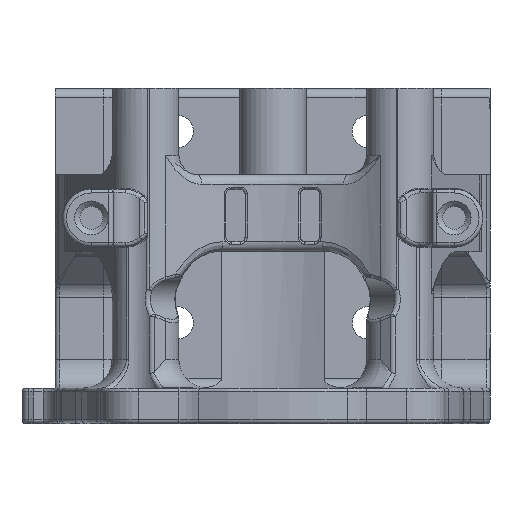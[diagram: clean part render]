
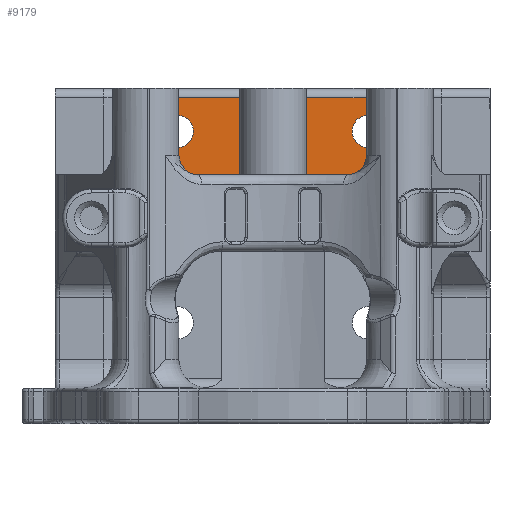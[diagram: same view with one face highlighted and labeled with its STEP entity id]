
A CAD part, front view. The second image highlights one B-rep face of the part: STEP entity #9179.
In plain terms, the highlighted planar face has unit normal (0, -1, 0).
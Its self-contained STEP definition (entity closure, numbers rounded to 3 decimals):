
#318=FACE_BOUND('',#1803,.T.);
#319=FACE_BOUND('',#1804,.T.);
#1190=FACE_OUTER_BOUND('',#1802,.T.);
#1802=EDGE_LOOP('',(#7770,#7771,#7772,#7773,#7774,#7775,#7776,#7777));
#1803=EDGE_LOOP('',(#7778));
#1804=EDGE_LOOP('',(#7779));
#2068=LINE('',#13526,#2549);
#2370=LINE('',#19128,#2851);
#2372=LINE('',#19139,#2853);
#2373=LINE('',#19142,#2854);
#2374=LINE('',#19144,#2855);
#2375=LINE('',#19147,#2856);
#2549=VECTOR('',#10664,10.);
#2851=VECTOR('',#12458,10.);
#2853=VECTOR('',#12474,10.);
#2854=VECTOR('',#12479,10.);
#2855=VECTOR('',#12480,10.);
#2856=VECTOR('',#12483,10.);
#3498=CIRCLE('',#10189,2.9);
#3505=CIRCLE('',#10201,2.9);
#3506=CIRCLE('',#10202,1.7);
#3507=CIRCLE('',#10203,1.7);
#3698=VERTEX_POINT('',#13523);
#3699=VERTEX_POINT('',#13525);
#4341=VERTEX_POINT('',#19105);
#4342=VERTEX_POINT('',#19114);
#4343=VERTEX_POINT('',#19125);
#4346=VERTEX_POINT('',#19138);
#4347=VERTEX_POINT('',#19143);
#4348=VERTEX_POINT('',#19145);
#4349=VERTEX_POINT('',#19148);
#4350=VERTEX_POINT('',#19150);
#4557=EDGE_CURVE('',#3698,#3699,#2068,.T.);
#5555=EDGE_CURVE('',#4341,#4342,#3498,.T.);
#5558=EDGE_CURVE('',#4341,#4343,#2370,.T.);
#5564=EDGE_CURVE('',#4346,#4343,#2372,.T.);
#5566=EDGE_CURVE('',#4342,#3698,#2373,.T.);
#5567=EDGE_CURVE('',#4347,#4346,#2374,.T.);
#5568=EDGE_CURVE('',#4347,#4348,#3505,.T.);
#5569=EDGE_CURVE('',#4348,#3699,#2375,.T.);
#5570=EDGE_CURVE('',#4349,#4349,#3506,.T.);
#5571=EDGE_CURVE('',#4350,#4350,#3507,.F.);
#7770=ORIENTED_EDGE('',*,*,#4557,.F.);
#7771=ORIENTED_EDGE('',*,*,#5566,.F.);
#7772=ORIENTED_EDGE('',*,*,#5555,.F.);
#7773=ORIENTED_EDGE('',*,*,#5558,.T.);
#7774=ORIENTED_EDGE('',*,*,#5564,.F.);
#7775=ORIENTED_EDGE('',*,*,#5567,.F.);
#7776=ORIENTED_EDGE('',*,*,#5568,.T.);
#7777=ORIENTED_EDGE('',*,*,#5569,.T.);
#7778=ORIENTED_EDGE('',*,*,#5570,.T.);
#7779=ORIENTED_EDGE('',*,*,#5571,.F.);
#8788=PLANE('',#10200);
#9179=ADVANCED_FACE('',(#1190,#318,#319),#8788,.T.);
#10189=AXIS2_PLACEMENT_3D('',#19115,#12452,#12453);
#10200=AXIS2_PLACEMENT_3D('',#19141,#12477,#12478);
#10201=AXIS2_PLACEMENT_3D('',#19146,#12481,#12482);
#10202=AXIS2_PLACEMENT_3D('',#19149,#12484,#12485);
#10203=AXIS2_PLACEMENT_3D('',#19151,#12486,#12487);
#10664=DIRECTION('',(-1.,0.,0.));
#12452=DIRECTION('center_axis',(0.,1.,0.));
#12453=DIRECTION('ref_axis',(-1.,0.,0.));
#12458=DIRECTION('',(0.,0.,1.));
#12474=DIRECTION('',(1.,0.,0.));
#12477=DIRECTION('center_axis',(0.,-1.,0.));
#12478=DIRECTION('ref_axis',(1.,0.,0.));
#12479=DIRECTION('',(0.,0.,-1.));
#12480=DIRECTION('',(0.,0.,1.));
#12481=DIRECTION('center_axis',(0.,-1.,0.));
#12482=DIRECTION('ref_axis',(1.,0.,0.));
#12483=DIRECTION('',(0.,0.,-1.));
#12484=DIRECTION('center_axis',(0.,1.,0.));
#12485=DIRECTION('ref_axis',(1.,0.,0.));
#12486=DIRECTION('center_axis',(0.,1.,0.));
#12487=DIRECTION('ref_axis',(-1.,0.,0.));
#13523=CARTESIAN_POINT('',(56.544,125.672,79.117));
#13525=CARTESIAN_POINT('',(33.066,125.672,79.117));
#13526=CARTESIAN_POINT('',(52.602,125.672,79.117));
#19105=CARTESIAN_POINT('',(56.544,125.672,85.972));
#19114=CARTESIAN_POINT('',(56.544,125.672,81.331));
#19115=CARTESIAN_POINT('Origin',(54.805,125.672,83.651));
#19125=CARTESIAN_POINT('',(56.544,125.672,87.151));
#19128=CARTESIAN_POINT('',(56.544,125.672,87.151));
#19138=CARTESIAN_POINT('',(33.066,125.672,87.151));
#19139=CARTESIAN_POINT('',(56.155,125.672,87.151));
#19141=CARTESIAN_POINT('Origin',(44.805,125.672,73.651));
#19142=CARTESIAN_POINT('',(56.544,125.672,60.151));
#19143=CARTESIAN_POINT('',(33.066,125.672,85.972));
#19144=CARTESIAN_POINT('',(33.066,125.672,87.151));
#19145=CARTESIAN_POINT('',(33.066,125.672,81.331));
#19146=CARTESIAN_POINT('Origin',(34.805,125.672,83.651));
#19147=CARTESIAN_POINT('',(33.066,125.672,60.151));
#19148=CARTESIAN_POINT('',(33.105,125.672,83.651));
#19149=CARTESIAN_POINT('Origin',(34.805,125.672,83.651));
#19150=CARTESIAN_POINT('',(56.505,125.672,83.651));
#19151=CARTESIAN_POINT('Origin',(54.805,125.672,83.651));
